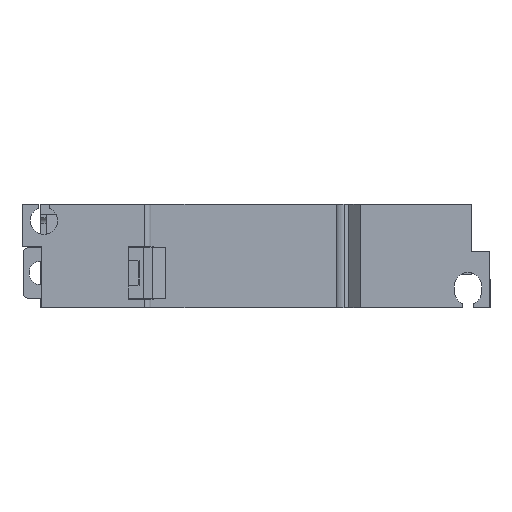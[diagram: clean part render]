
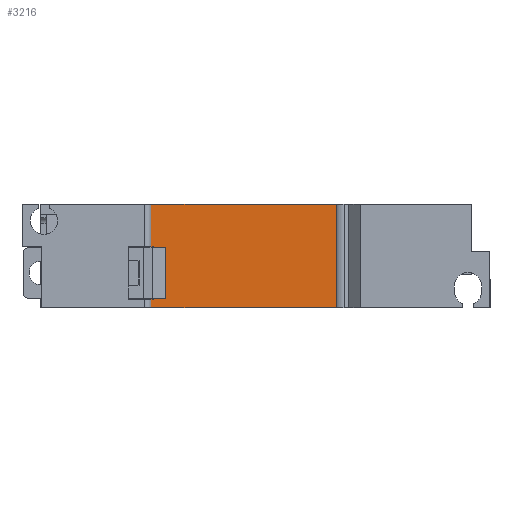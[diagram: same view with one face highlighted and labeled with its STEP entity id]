
A CAD part, front view. The second image highlights one B-rep face of the part: STEP entity #3216.
In plain terms, the highlighted planar face has unit normal (0, -1, 0).
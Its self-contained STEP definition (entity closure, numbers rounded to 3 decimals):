
#3216 = ADVANCED_FACE ( 'NONE', ( #20239 ), #19352, .F. ) ;
#5779 = EDGE_LOOP ( 'NONE', ( #10970, #10972, #10969, #10971, #10973, #10974, #10975, #10977 ) ) ;
#6750 = EDGE_CURVE ( 'NONE', #7723, #7722, #25929, .T. ) ;
#6751 = EDGE_CURVE ( 'NONE', #7724, #7725, #25932, .T. ) ;
#7722 = VERTEX_POINT ( 'NONE', #28752 ) ;
#7723 = VERTEX_POINT ( 'NONE', #28753 ) ;
#7724 = VERTEX_POINT ( 'NONE', #28754 ) ;
#7725 = VERTEX_POINT ( 'NONE', #28755 ) ;
#7767 = VERTEX_POINT ( 'NONE', #28797 ) ;
#7786 = VERTEX_POINT ( 'NONE', #28816 ) ;
#7787 = VERTEX_POINT ( 'NONE', #28817 ) ;
#7916 = VERTEX_POINT ( 'NONE', #28946 ) ;
#9655 = EDGE_CURVE ( 'NONE', #7767, #7723, #30075, .T. ) ;
#9690 = EDGE_CURVE ( 'NONE', #7786, #7787, #30180, .T. ) ;
#9719 = EDGE_CURVE ( 'NONE', #7722, #7786, #30267, .T. ) ;
#9927 = EDGE_CURVE ( 'NONE', #7916, #7767, #31533, .T. ) ;
#9928 = EDGE_CURVE ( 'NONE', #7787, #7724, #31536, .T. ) ;
#9929 = EDGE_CURVE ( 'NONE', #7916, #7725, #31539, .T. ) ;
#10969 = ORIENTED_EDGE ( 'NONE', *, *, #9719, .F. ) ;
#10970 = ORIENTED_EDGE ( 'NONE', *, *, #9928, .F. ) ;
#10971 = ORIENTED_EDGE ( 'NONE', *, *, #6750, .F. ) ;
#10972 = ORIENTED_EDGE ( 'NONE', *, *, #9690, .F. ) ;
#10973 = ORIENTED_EDGE ( 'NONE', *, *, #9655, .F. ) ;
#10974 = ORIENTED_EDGE ( 'NONE', *, *, #9927, .F. ) ;
#10975 = ORIENTED_EDGE ( 'NONE', *, *, #9929, .T. ) ;
#10977 = ORIENTED_EDGE ( 'NONE', *, *, #6751, .F. ) ;
#19352 = PLANE ( 'NONE',  #20242 ) ;
#19353 = CARTESIAN_POINT ( 'NONE',  ( -16.3, -52.8, 25.5 ) ) ;
#19354 = DIRECTION ( 'NONE',  ( 0., 1., 0. ) ) ;
#19355 = DIRECTION ( 'NONE',  ( 0., 0., 1. ) ) ;
#20239 = FACE_OUTER_BOUND ( 'NONE', #5779, .T. ) ;
#20242 = AXIS2_PLACEMENT_3D ( 'NONE', #19353, #19354, #19355 ) ;
#25929 = LINE ( 'NONE', #25930, #26327 ) ;
#25930 = CARTESIAN_POINT ( 'NONE',  ( -15.8, -52.8, 34.25 ) ) ;
#25931 = DIRECTION ( 'NONE',  ( 0., 0., 1. ) ) ;
#25932 = LINE ( 'NONE', #25933, #26329 ) ;
#25933 = CARTESIAN_POINT ( 'NONE',  ( 14.962, -52.8, 34.25 ) ) ;
#25934 = DIRECTION ( 'NONE',  ( 0., 0., -1. ) ) ;
#26327 = VECTOR ( 'NONE', #25931, 1000. ) ;
#26329 = VECTOR ( 'NONE', #25934, 1000. ) ;
#28752 = CARTESIAN_POINT ( 'NONE',  ( -15.8, -52.8, 35.8 ) ) ;
#28753 = CARTESIAN_POINT ( 'NONE',  ( -15.8, -52.8, 27. ) ) ;
#28754 = CARTESIAN_POINT ( 'NONE',  ( 14.962, -52.8, 43. ) ) ;
#28755 = CARTESIAN_POINT ( 'NONE',  ( 14.962, -52.8, 25.5 ) ) ;
#28797 = CARTESIAN_POINT ( 'NONE',  ( -16.3, -52.8, 27. ) ) ;
#28816 = CARTESIAN_POINT ( 'NONE',  ( -16.3, -52.8, 35.8 ) ) ;
#28817 = CARTESIAN_POINT ( 'NONE',  ( -16.3, -52.8, 43. ) ) ;
#28946 = CARTESIAN_POINT ( 'NONE',  ( -16.3, -52.8, 25.5 ) ) ;
#30075 = LINE ( 'NONE', #30076, #30792 ) ;
#30076 = CARTESIAN_POINT ( 'NONE',  ( -0.669, -52.8, 27. ) ) ;
#30077 = DIRECTION ( 'NONE',  ( 1., 0., 0. ) ) ;
#30180 = LINE ( 'NONE', #30181, #30828 ) ;
#30181 = CARTESIAN_POINT ( 'NONE',  ( -16.3, -52.8, 34.25 ) ) ;
#30182 = DIRECTION ( 'NONE',  ( 0., 0., 1. ) ) ;
#30267 = LINE ( 'NONE', #30268, #30857 ) ;
#30268 = CARTESIAN_POINT ( 'NONE',  ( -0.669, -52.8, 35.8 ) ) ;
#30269 = DIRECTION ( 'NONE',  ( -1., 0., 0. ) ) ;
#30792 = VECTOR ( 'NONE', #30077, 1000. ) ;
#30828 = VECTOR ( 'NONE', #30182, 1000. ) ;
#30857 = VECTOR ( 'NONE', #30269, 1000. ) ;
#31038 = VECTOR ( 'NONE', #31535, 1000. ) ;
#31039 = VECTOR ( 'NONE', #31538, 1000. ) ;
#31040 = VECTOR ( 'NONE', #31541, 1000. ) ;
#31533 = LINE ( 'NONE', #31534, #31038 ) ;
#31534 = CARTESIAN_POINT ( 'NONE',  ( -16.3, -52.8, 34.25 ) ) ;
#31535 = DIRECTION ( 'NONE',  ( 0., 0., 1. ) ) ;
#31536 = LINE ( 'NONE', #31537, #31039 ) ;
#31537 = CARTESIAN_POINT ( 'NONE',  ( 2.15, -52.8, 43. ) ) ;
#31538 = DIRECTION ( 'NONE',  ( 1., 0., 0. ) ) ;
#31539 = LINE ( 'NONE', #31540, #31040 ) ;
#31540 = CARTESIAN_POINT ( 'NONE',  ( 0.7, -52.8, 25.5 ) ) ;
#31541 = DIRECTION ( 'NONE',  ( 1., 0., 0. ) ) ;
